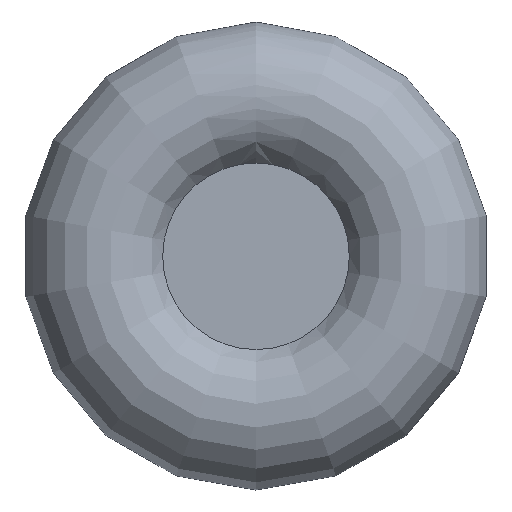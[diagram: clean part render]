
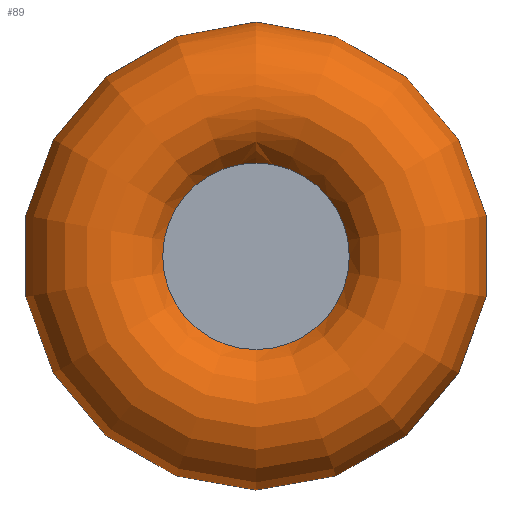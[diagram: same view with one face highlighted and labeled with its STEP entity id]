
A CAD part, left-side view. The second image highlights one B-rep face of the part: STEP entity #89.
In plain terms, the highlighted face is a revolution surface.
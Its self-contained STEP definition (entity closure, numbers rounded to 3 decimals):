
#32=SURFACE_OF_REVOLUTION('',#34,#33);
#33=AXIS1_PLACEMENT('',#509,#343);
#34=B_SPLINE_CURVE_WITH_KNOTS('',3,(#445,#446,#447,#448,#449,#450,#451,
#452,#453,#454,#455,#456,#457,#458,#459,#460,#461,#462,#463,#464,#465,#466,
#467,#468,#469,#470,#471,#472,#473,#474,#475,#476,#477,#478,#479,#480,#481,
#482,#483,#484,#485,#486,#487,#488,#489,#490,#491,#492,#493,#494,#495,#496,
#497,#498,#499,#500,#501,#502,#503,#504,#505,#506,#507,#508),
 .UNSPECIFIED.,.T.,.F.,(2,2,2,2,2,2,2,2,2,2,2,2,2,2,2,2,2,2,2,2,2,2,2,2,
2,2,2,2,2,2,2,2,2,2),(-0.031,0.,0.063,0.094,0.125,0.156,0.188,0.219,
0.25,0.281,0.313,0.344,0.375,0.406,0.438,0.469,0.5,0.531,0.563,
0.594,0.625,0.656,0.688,0.719,0.75,0.781,0.813,0.844,0.875,
0.906,0.938,0.969,1.,1.063),.UNSPECIFIED.);
#89=ADVANCED_FACE('',(#122,#123),#32,.T.);
#122=FACE_BOUND('',#155,.T.);
#123=FACE_BOUND('',#156,.T.);
#155=EDGE_LOOP('',(#189));
#156=EDGE_LOOP('',(#190));
#189=ORIENTED_EDGE('',*,*,#225,.F.);
#190=ORIENTED_EDGE('',*,*,#224,.T.);
#207=VERTEX_POINT('',#441);
#208=VERTEX_POINT('',#444);
#224=EDGE_CURVE('',#207,#207,#241,.T.);
#225=EDGE_CURVE('',#208,#208,#242,.T.);
#241=CIRCLE('',#273,10.946);
#242=CIRCLE('',#275,4.517);
#273=AXIS2_PLACEMENT_3D('',#440,#337,#338);
#275=AXIS2_PLACEMENT_3D('',#443,#341,#342);
#337=DIRECTION('',(-1.,0.,0.));
#338=DIRECTION('',(0.,0.,1.));
#341=DIRECTION('',(-1.,0.,0.));
#342=DIRECTION('',(0.,0.,1.));
#343=DIRECTION('',(-1.,0.,0.));
#440=CARTESIAN_POINT('',(6.721,0.,0.));
#441=CARTESIAN_POINT('',(6.721,0.,10.946));
#443=CARTESIAN_POINT('',(3.,0.,0.));
#444=CARTESIAN_POINT('',(3.,0.,4.517));
#445=CARTESIAN_POINT('',(4.752,4.018,0.));
#446=CARTESIAN_POINT('',(5.495,4.018,0.));
#447=CARTESIAN_POINT('',(5.99,4.102,0.));
#448=CARTESIAN_POINT('',(6.682,4.353,0.));
#449=CARTESIAN_POINT('',(6.907,4.459,0.));
#450=CARTESIAN_POINT('',(7.331,4.712,0.));
#451=CARTESIAN_POINT('',(7.528,4.858,0.));
#452=CARTESIAN_POINT('',(7.89,5.191,0.));
#453=CARTESIAN_POINT('',(8.056,5.379,0.));
#454=CARTESIAN_POINT('',(8.339,5.778,0.));
#455=CARTESIAN_POINT('',(8.459,5.993,0.));
#456=CARTESIAN_POINT('',(8.654,6.449,0.));
#457=CARTESIAN_POINT('',(8.725,6.684,0.));
#458=CARTESIAN_POINT('',(8.818,7.165,0.));
#459=CARTESIAN_POINT('',(8.84,7.414,0.));
#460=CARTESIAN_POINT('',(8.832,7.905,0.));
#461=CARTESIAN_POINT('',(8.802,8.148,0.));
#462=CARTESIAN_POINT('',(8.695,8.628,0.));
#463=CARTESIAN_POINT('',(8.616,8.865,0.));
#464=CARTESIAN_POINT('',(8.416,9.312,0.));
#465=CARTESIAN_POINT('',(8.295,9.525,0.));
#466=CARTESIAN_POINT('',(8.009,9.929,0.));
#467=CARTESIAN_POINT('',(7.847,10.115,0.));
#468=CARTESIAN_POINT('',(7.493,10.452,0.));
#469=CARTESIAN_POINT('',(7.298,10.605,0.));
#470=CARTESIAN_POINT('',(6.881,10.871,0.));
#471=CARTESIAN_POINT('',(6.663,10.982,0.));
#472=CARTESIAN_POINT('',(6.208,11.163,0.));
#473=CARTESIAN_POINT('',(5.968,11.233,0.));
#474=CARTESIAN_POINT('',(5.485,11.325,0.));
#475=CARTESIAN_POINT('',(5.242,11.347,0.));
#476=CARTESIAN_POINT('',(4.75,11.347,0.));
#477=CARTESIAN_POINT('',(4.502,11.323,0.));
#478=CARTESIAN_POINT('',(4.02,11.23,0.));
#479=CARTESIAN_POINT('',(3.785,11.161,0.));
#480=CARTESIAN_POINT('',(3.327,10.978,0.));
#481=CARTESIAN_POINT('',(3.106,10.864,0.));
#482=CARTESIAN_POINT('',(2.695,10.599,0.));
#483=CARTESIAN_POINT('',(2.5,10.447,0.));
#484=CARTESIAN_POINT('',(2.143,10.105,0.));
#485=CARTESIAN_POINT('',(1.983,9.919,0.));
#486=CARTESIAN_POINT('',(1.701,9.518,0.));
#487=CARTESIAN_POINT('',(1.577,9.3,0.));
#488=CARTESIAN_POINT('',(1.379,8.851,0.));
#489=CARTESIAN_POINT('',(1.302,8.618,0.));
#490=CARTESIAN_POINT('',(1.196,8.136,0.));
#491=CARTESIAN_POINT('',(1.167,7.889,0.));
#492=CARTESIAN_POINT('',(1.161,7.399,0.));
#493=CARTESIAN_POINT('',(1.183,7.151,0.));
#494=CARTESIAN_POINT('',(1.279,6.667,0.));
#495=CARTESIAN_POINT('',(1.352,6.433,0.));
#496=CARTESIAN_POINT('',(1.546,5.982,0.));
#497=CARTESIAN_POINT('',(1.67,5.764,0.));
#498=CARTESIAN_POINT('',(1.954,5.366,0.));
#499=CARTESIAN_POINT('',(2.117,5.183,0.));
#500=CARTESIAN_POINT('',(2.482,4.85,0.));
#501=CARTESIAN_POINT('',(2.682,4.704,0.));
#502=CARTESIAN_POINT('',(3.101,4.455,0.));
#503=CARTESIAN_POINT('',(3.322,4.351,0.));
#504=CARTESIAN_POINT('',(3.787,4.183,0.));
#505=CARTESIAN_POINT('',(4.026,4.121,0.));
#506=CARTESIAN_POINT('',(4.508,4.039,0.));
#507=CARTESIAN_POINT('',(4.752,4.018,0.));
#508=CARTESIAN_POINT('',(5.495,4.018,0.));
#509=CARTESIAN_POINT('',(0.,0.,0.));
